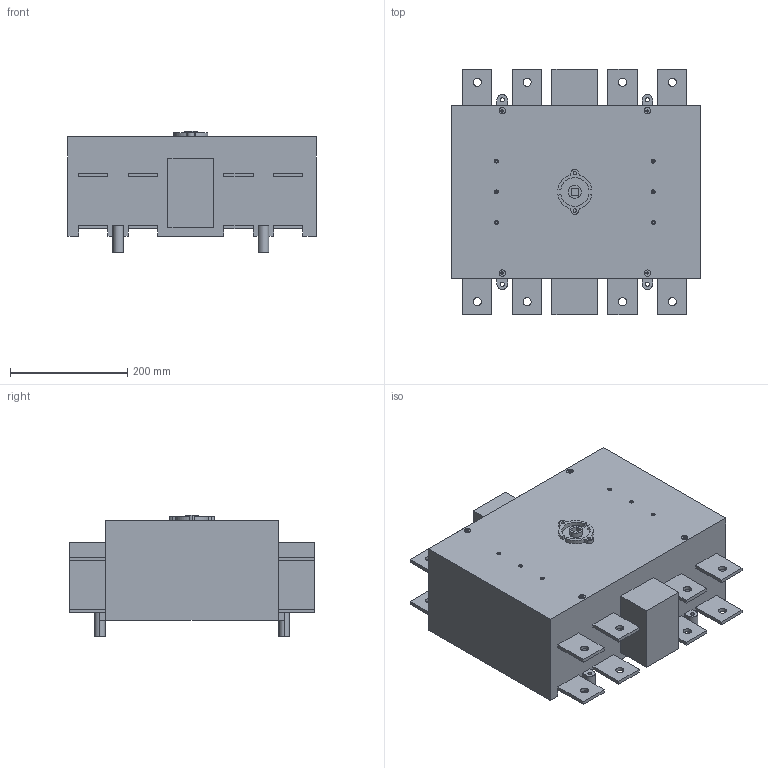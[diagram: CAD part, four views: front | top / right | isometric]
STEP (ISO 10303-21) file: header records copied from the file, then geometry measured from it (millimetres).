
FILE_DESCRIPTION((''),'2;1');
FILE_NAME('3d_GE1250ET4.stp','2013-07-10T14:34:13',(''),(''),'Mechanical Desktop 2011','Mechanical Desktop 2011',', , ');
FILE_SCHEMA(('CONFIG_CONTROL_DESIGN'));
Length unit declared in the file: millimetre
Products named in the file (1): Product
Bounding box: 424 x 419 x 206.75 mm (x, y, z)
Volume: 21947467.7 mm3; surface area: 698790 mm2
Topology: 1 solids, 1 shells, 316 faces, 1499 edges, 1857 vertices
Faces by surface type: plane 149, cylinder 110, bspline 57
Entity records: 14521 total; most frequent: CARTESIAN_POINT 3561, DIRECTION 2474, ORIENTED_EDGE 1684, VECTOR 1044, LINE 1044, EDGE_CURVE 842, AXIS2_PLACEMENT_3D 715, TRIMMED_CURVE 636
